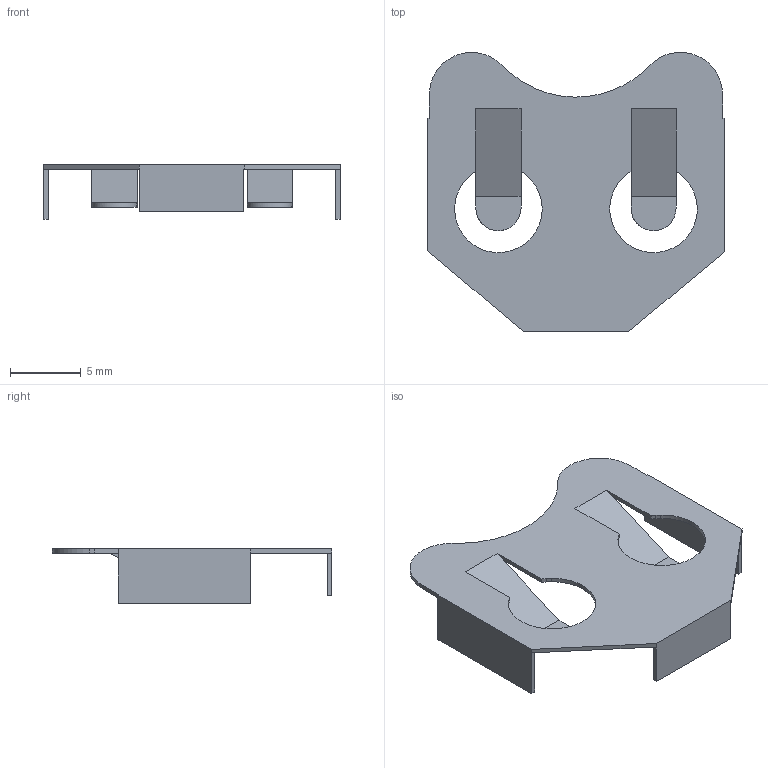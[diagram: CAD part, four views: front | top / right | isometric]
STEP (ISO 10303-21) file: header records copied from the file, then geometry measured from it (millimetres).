
FILE_DESCRIPTION(/* description */ (''),/* implementation_level */ '2;1');
FILE_NAME(/* name */ 'Battery Holder - CR2032 Clipped - Multicomp MP000357 v2.step',/* time_stamp */ '2019-08-03T11:33:12+01:00',/* author */ (''),/* organization */ (''),/* preprocessor_version */ 'ST-DEVELOPER v18',/* originating_system */ 'Autodesk Translation Framework v8.2.0.1029',/* authorisation */ '');
FILE_SCHEMA (('AUTOMOTIVE_DESIGN { 1 0 10303 214 3 1 1 }'));
Length unit declared in the file: millimetre
Products named in the file (2): Battery Holder - CR2032 Clipped - Multicomp MP000357; Battery Holder
Assembly tree (1 placements, depth 2):
  Battery Holder - CR2032 Clipped - Multicomp MP000357
    Battery Holder
Bounding box: 21 x 19.79 x 3.85 mm (x, y, z)
Volume: 120.1 mm3; surface area: 861.5 mm2
Topology: 1 solids, 1 shells, 67 faces, 189 edges, 124 vertices
Faces by surface type: plane 58, bspline 9
Entity records: 2641 total; most frequent: CARTESIAN_POINT 904, ORIENTED_EDGE 378, DIRECTION 293, EDGE_CURVE 189, LINE 171, VECTOR 171, VERTEX_POINT 124, EDGE_LOOP 71
